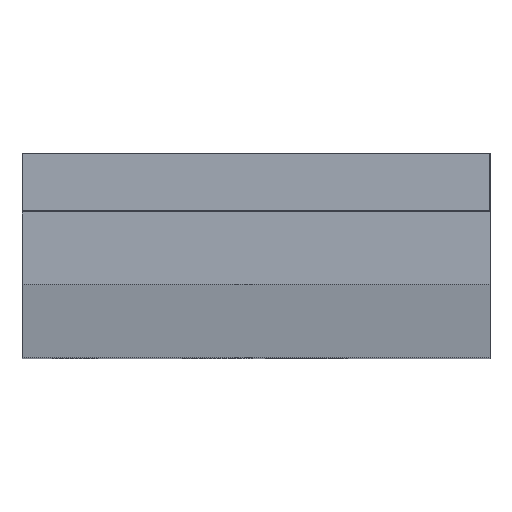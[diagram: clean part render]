
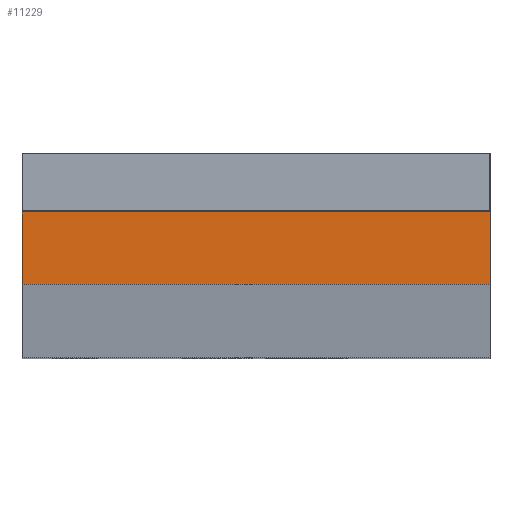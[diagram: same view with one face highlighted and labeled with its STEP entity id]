
A CAD part, top view. The second image highlights one B-rep face of the part: STEP entity #11229.
In plain terms, the highlighted planar face has unit normal (0, 0, 1).
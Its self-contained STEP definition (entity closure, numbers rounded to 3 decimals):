
#75 = CARTESIAN_POINT ( 'NONE',  ( -5.09, 2.295, 4.5 ) ) ;
#215 = EDGE_CURVE ( 'NONE', #10682, #7542, #6980, .T. ) ;
#240 = VERTEX_POINT ( 'NONE', #75 ) ;
#530 = CARTESIAN_POINT ( 'NONE',  ( 5.1, -0.555, 4.5 ) ) ;
#541 = DIRECTION ( 'NONE',  ( -1., 0., 0. ) ) ;
#621 = ORIENTED_EDGE ( 'NONE', *, *, #10379, .T. ) ;
#643 = ORIENTED_EDGE ( 'NONE', *, *, #9879, .T. ) ;
#768 = CARTESIAN_POINT ( 'NONE',  ( -5.1, 2.295, 4.5 ) ) ;
#1102 = CARTESIAN_POINT ( 'NONE',  ( 5.09, -2.155, 4.5 ) ) ;
#1606 = DIRECTION ( 'NONE',  ( 0., 1., 0. ) ) ;
#1752 = EDGE_CURVE ( 'NONE', #10260, #4219, #7881, .T. ) ;
#2231 = ORIENTED_EDGE ( 'NONE', *, *, #9181, .T. ) ;
#2453 = VERTEX_POINT ( 'NONE', #6365 ) ;
#2747 = EDGE_CURVE ( 'NONE', #2453, #12417, #6837, .T. ) ;
#2797 = FACE_OUTER_BOUND ( 'NONE', #3061, .T. ) ;
#2930 = ORIENTED_EDGE ( 'NONE', *, *, #1752, .T. ) ;
#2937 = EDGE_CURVE ( 'NONE', #4616, #240, #4130, .T. ) ;
#3061 = EDGE_LOOP ( 'NONE', ( #8956, #643, #5545, #621, #2930, #14615, #11282, #2231 ) ) ;
#3249 = LINE ( 'NONE', #13661, #13534 ) ;
#3376 = DIRECTION ( 'NONE',  ( -1., 0., 0. ) ) ;
#3420 = DIRECTION ( 'NONE',  ( 0., -1., 0. ) ) ;
#3427 = DIRECTION ( 'NONE',  ( 0., 1., 0. ) ) ;
#3775 = CARTESIAN_POINT ( 'NONE',  ( 5.1, -0.555, 4.5 ) ) ;
#4130 = LINE ( 'NONE', #5174, #7913 ) ;
#4219 = VERTEX_POINT ( 'NONE', #14035 ) ;
#4408 = CARTESIAN_POINT ( 'NONE',  ( -5.09, 1.045, 4.5 ) ) ;
#4616 = VERTEX_POINT ( 'NONE', #4408 ) ;
#4722 = AXIS2_PLACEMENT_3D ( 'NONE', #11637, #11858, #1606 ) ;
#5174 = CARTESIAN_POINT ( 'NONE',  ( -5.09, -2.155, 4.5 ) ) ;
#5203 = LINE ( 'NONE', #3775, #14365 ) ;
#5535 = VECTOR ( 'NONE', #3420, 1000. ) ;
#5545 = ORIENTED_EDGE ( 'NONE', *, *, #215, .T. ) ;
#5856 = CARTESIAN_POINT ( 'NONE',  ( 5.1, -2.155, 4.5 ) ) ;
#5899 = DIRECTION ( 'NONE',  ( -1., 0., 0. ) ) ;
#6245 = LINE ( 'NONE', #12967, #7819 ) ;
#6365 = CARTESIAN_POINT ( 'NONE',  ( -5.1, -0.555, 4.5 ) ) ;
#6398 = EDGE_CURVE ( 'NONE', #4219, #4616, #6245, .T. ) ;
#6837 = LINE ( 'NONE', #9153, #8252 ) ;
#6980 = LINE ( 'NONE', #5856, #8579 ) ;
#7542 = VERTEX_POINT ( 'NONE', #10797 ) ;
#7819 = VECTOR ( 'NONE', #541, 1000. ) ;
#7881 = LINE ( 'NONE', #1102, #5535 ) ;
#7913 = VECTOR ( 'NONE', #14294, 1000. ) ;
#8252 = VECTOR ( 'NONE', #14768, 1000. ) ;
#8579 = VECTOR ( 'NONE', #3427, 1000. ) ;
#8956 = ORIENTED_EDGE ( 'NONE', *, *, #2747, .F. ) ;
#9153 = CARTESIAN_POINT ( 'NONE',  ( -5.1, -2.155, 4.5 ) ) ;
#9181 = EDGE_CURVE ( 'NONE', #240, #12417, #13636, .T. ) ;
#9229 = CARTESIAN_POINT ( 'NONE',  ( -5.1, 2.295, 4.5 ) ) ;
#9778 = DIRECTION ( 'NONE',  ( 1., 0., 0. ) ) ;
#9879 = EDGE_CURVE ( 'NONE', #2453, #10682, #5203, .T. ) ;
#10092 = CARTESIAN_POINT ( 'NONE',  ( 5.09, 2.295, 4.5 ) ) ;
#10260 = VERTEX_POINT ( 'NONE', #10092 ) ;
#10379 = EDGE_CURVE ( 'NONE', #7542, #10260, #3249, .T. ) ;
#10516 = VECTOR ( 'NONE', #3376, 1000. ) ;
#10682 = VERTEX_POINT ( 'NONE', #530 ) ;
#10797 = CARTESIAN_POINT ( 'NONE',  ( 5.1, 2.295, 4.5 ) ) ;
#11229 = ADVANCED_FACE ( 'NONE', ( #2797 ), #12844, .F. ) ;
#11282 = ORIENTED_EDGE ( 'NONE', *, *, #2937, .T. ) ;
#11637 = CARTESIAN_POINT ( 'NONE',  ( -5.1, -2.155, 4.5 ) ) ;
#11858 = DIRECTION ( 'NONE',  ( 0., 0., -1. ) ) ;
#12417 = VERTEX_POINT ( 'NONE', #768 ) ;
#12844 = PLANE ( 'NONE',  #4722 ) ;
#12967 = CARTESIAN_POINT ( 'NONE',  ( -5.1, 1.045, 4.5 ) ) ;
#13534 = VECTOR ( 'NONE', #5899, 1000. ) ;
#13636 = LINE ( 'NONE', #9229, #10516 ) ;
#13661 = CARTESIAN_POINT ( 'NONE',  ( -5.1, 2.295, 4.5 ) ) ;
#14035 = CARTESIAN_POINT ( 'NONE',  ( 5.09, 1.045, 4.5 ) ) ;
#14294 = DIRECTION ( 'NONE',  ( 0., 1., 0. ) ) ;
#14365 = VECTOR ( 'NONE', #9778, 1000. ) ;
#14615 = ORIENTED_EDGE ( 'NONE', *, *, #6398, .T. ) ;
#14768 = DIRECTION ( 'NONE',  ( 0., 1., 0. ) ) ;
